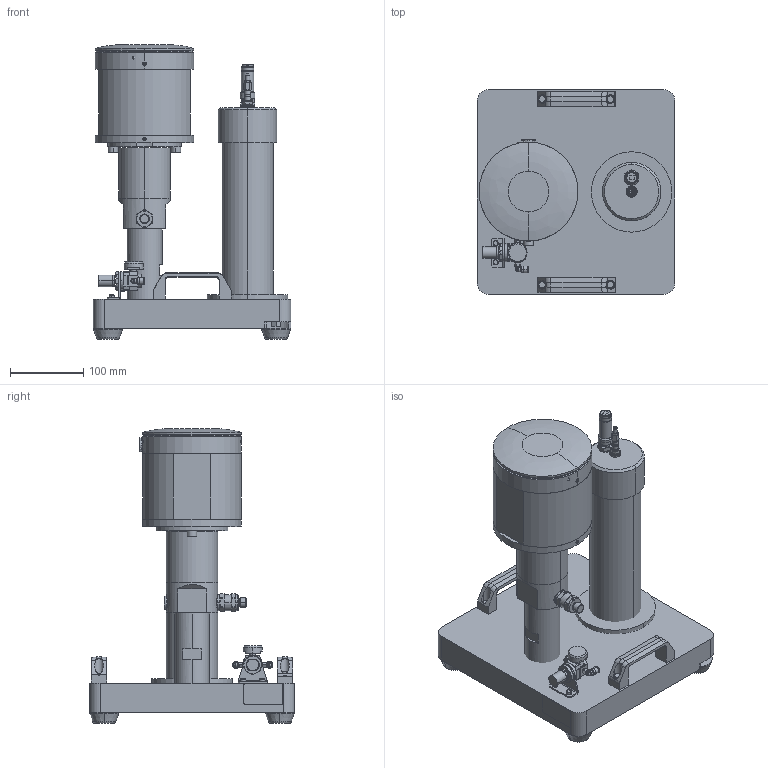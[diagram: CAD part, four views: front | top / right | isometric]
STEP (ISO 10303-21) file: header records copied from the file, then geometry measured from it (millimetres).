
FILE_DESCRIPTION((''),'2;1');
FILE_NAME('002-41244','2024-09-10T18:00:20',('basil.schneiter'),(''),'CREO PARAMETRIC BY PTC INC, 2023254','CREO PARAMETRIC BY PTC INC, 2023254','');
FILE_SCHEMA(('CONFIG_CONTROL_DESIGN'));
Length unit declared in the file: millimetre
Products named in the file (1): 002-41244
Bounding box: 270.2 x 280 x 403.2 mm (x, y, z)
Surface area: 534981.8 mm2 (no closed solid volume)
Topology: 0 solids, 85 shells, 645 faces, 1752 edges, 1121 vertices
Faces by surface type: plane 242, cylinder 231, cone 132, torus 24, sphere 10, bspline 6
Entity records: 21622 total; most frequent: CARTESIAN_POINT 6076, DIRECTION 3280, ORIENTED_EDGE 3009, EDGE_CURVE 1730, AXIS2_PLACEMENT_3D 1279, VERTEX_POINT 1120, VECTOR 722, LINE 722
